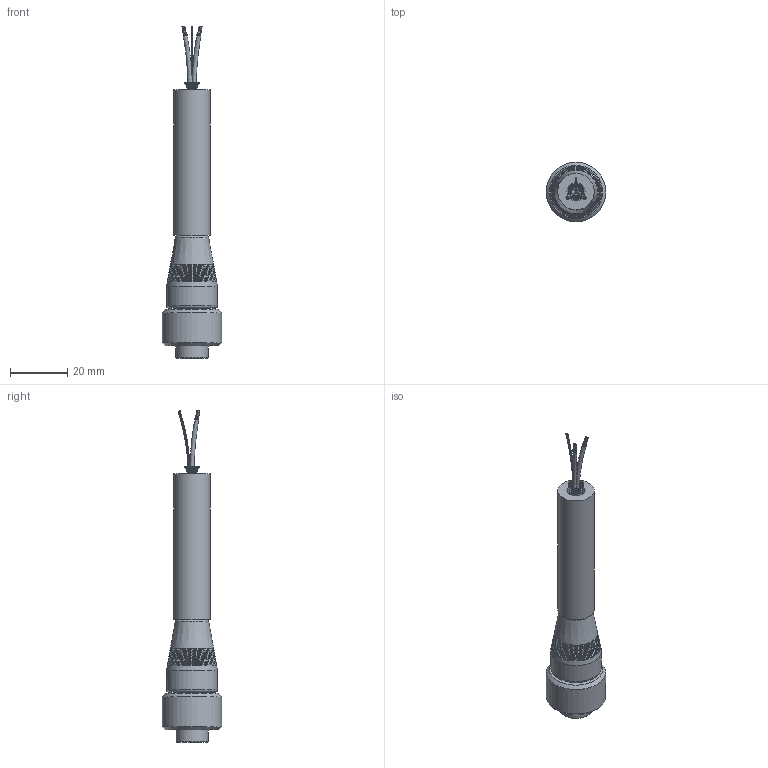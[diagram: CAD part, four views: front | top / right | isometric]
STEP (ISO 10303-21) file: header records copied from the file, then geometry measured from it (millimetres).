
FILE_DESCRIPTION(/* description */ (''),/* implementation_level */ '2;1');
FILE_NAME(/* name */ 'A2L.stp',/* time_stamp */ '2017-04-28T16:50:22-04:00',/* author */ ('aneininger'),/* organization */ (''),/* preprocessor_version */ 'ST-DEVELOPER v16.5',/* originating_system */ 'Autodesk Inventor 2017',/* authorisation */ '');
FILE_SCHEMA (('AUTOMOTIVE_DESIGN { 1 0 10303 214 3 1 1 }'));
Products named in the file (1): A2L
Bounding box: 20.75 x 20.75 x 115.82 mm (x, y, z)
Volume: 12809.7 mm3; surface area: 10588.7 mm2
Topology: 2 solids, 3 shells, 785 faces, 2641 edges, 1637 vertices
Faces by surface type: bspline 419, plane 232, cylinder 96, cone 32, torus 6
Full cylindrical faces by diameter (mm): 0.127 x19, 0.203 x38, 1.413 x2, 1.587 x2, 2.032 x2, 2.235 x2, 2.54 x2, 2.794 x2, 2.89 x1, 3.417 x1, 3.571 x1, 4.496 x1, 5.08 x1, 6.35 x1, 9.271 x1, 9.525 x1, 10.668 x1, 12.649 x1, 12.7 x1, 12.827 x1, 14.605 x1, 15.875 x1, 17.78 x1, 20.751 x1
Entity records: 48784 total; most frequent: CARTESIAN_POINT 27327, ORIENTED_EDGE 4896, DIRECTION 3983, EDGE_CURVE 2447, AXIS2_PLACEMENT_3D 1901, VERTEX_POINT 1565, CIRCLE 1480, EDGE_LOOP 992
